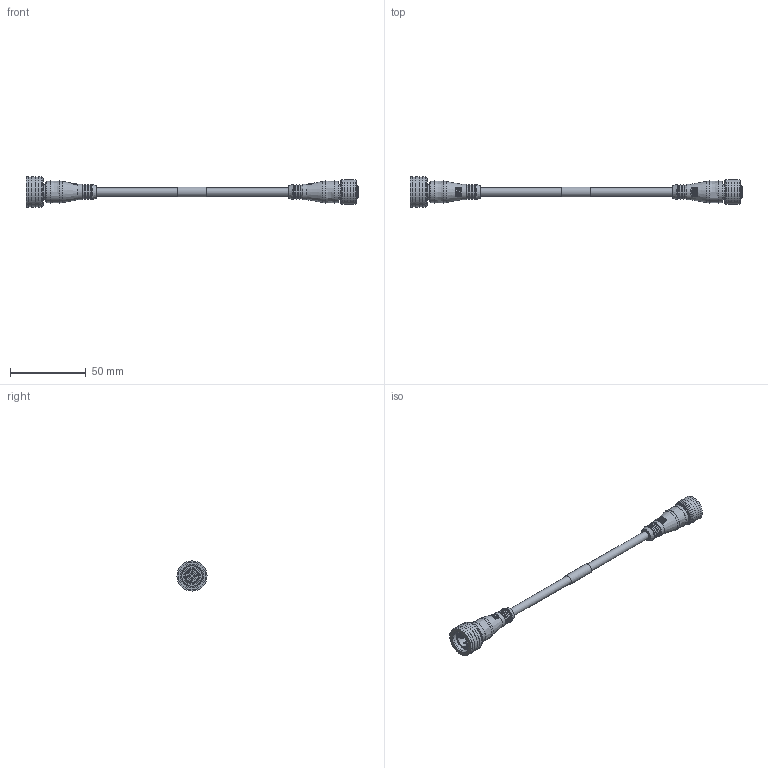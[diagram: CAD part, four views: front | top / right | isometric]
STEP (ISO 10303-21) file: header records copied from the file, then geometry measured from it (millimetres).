
FILE_DESCRIPTION (( 'STEP AP214' ), '1' );
FILE_NAME ('TRG423-C2Y.STEP', '2018-04-06T15:56:47', ( '' ), ( '' ), 'SwSTEP 2.0', 'SolidWorks 2017', '' );
FILE_SCHEMA (( 'AUTOMOTIVE_DESIGN' ));
Length unit declared in the file: inch
Products named in the file (5): TRG420-C2Y-MA2_5" Length; TRG423-C2Y; 1AW01-003_.25" x .75" long; TRG421-C2Y-MA1; TRG420-C2Y-MA1
Assembly tree (4 placements, depth 2):
  TRG423-C2Y
    TRG420-C2Y-MA2_5" Length
    TRG420-C2Y-MA1
    TRG421-C2Y-MA1
    1AW01-003_.25" x .75" long
Bounding box: 219.3 x 19.9 x 19.9 mm (x, y, z)
Volume: 13860.9 mm3; surface area: 11606.4 mm2
Topology: 4 solids, 9 shells, 1617 faces, 4645 edges, 3063 vertices
Faces by surface type: plane 1091, cylinder 296, cone 122, bspline 97, torus 11
Full cylindrical faces by diameter (mm): 0.485 x4, 1.05 x4, 1.1 x5, 2 x6, 2.101 x1, 5.334 x3, 6.35 x1, 6.452 x1, 9.3 x2, 9.4 x2, 10.2 x2, 10.5 x1, 10.8 x1, 11 x2, 11.3 x1, 12.1 x1, 12.314 x1, 13.1 x1, 13.5 x1, 13.7 x1, 14 x5, 14.1 x2, 14.2 x2, 14.43 x1, 14.729 x1, 14.732 x1, 15.2 x2, 16 x2, 16.3 x2, 16.5 x3
Entity records: 67784 total; most frequent: CARTESIAN_POINT 19591, ORIENTED_EDGE 8816, DIRECTION 6291, EDGE_CURVE 4408, VERTEX_POINT 2994, AXIS2_PLACEMENT_3D 2257, EDGE_LOOP 1868, LINE 1777
